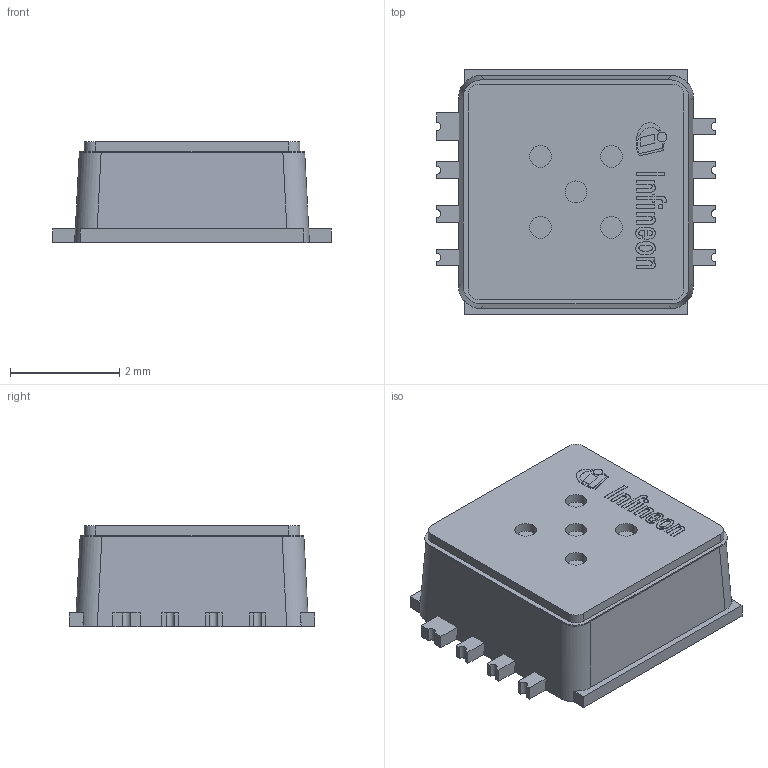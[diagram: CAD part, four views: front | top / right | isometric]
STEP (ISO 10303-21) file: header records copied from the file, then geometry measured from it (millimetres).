
FILE_DESCRIPTION(/* description */ (''),/* implementation_level */ '2;1');
FILE_NAME(/* name */ 'PG-DFN-8-1_Z8B00188260_V18_3D.stp',/* time_stamp */ '2021-11-10T16:42:11+05:00',/* author */ ('janartha'),/* organization */ (''),/* preprocessor_version */ 'ST-DEVELOPER v16.13',/* originating_system */ 'AutoCAD Mechanical',/* authorisation */ '');
FILE_SCHEMA (('AUTOMOTIVE_DESIGN { 1 0 10303 214 3 1 1 }'));
Length unit declared in the file: millimetre
Products named in the file (1): Product
Bounding box: 5.1 x 4.5 x 1.86 mm (x, y, z)
Volume: 4.1 mm3; surface area: 153.8 mm2
Topology: 31 solids, 32 shells, 258 faces, 584 edges, 388 vertices
Faces by surface type: plane 190, cylinder 50, bspline 18
Full cylindrical faces by diameter (mm): 0.085 x1, 0.174 x1, 0.3 x8, 0.4 x5
Entity records: 7349 total; most frequent: CARTESIAN_POINT 1620, ORIENTED_EDGE 1146, DIRECTION 1109, EDGE_CURVE 567, LINE 427, VECTOR 427, VERTEX_POINT 388, AXIS2_PLACEMENT_3D 341
